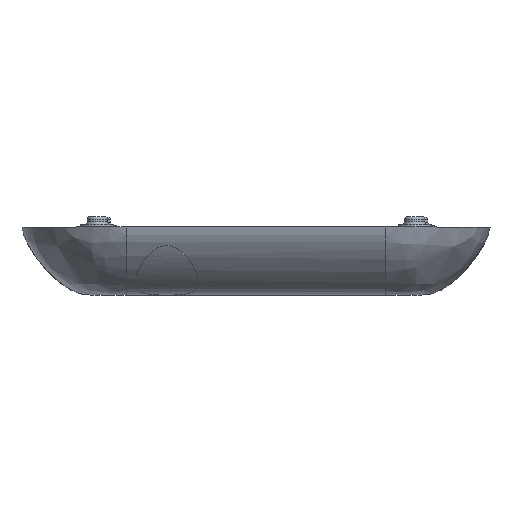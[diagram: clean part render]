
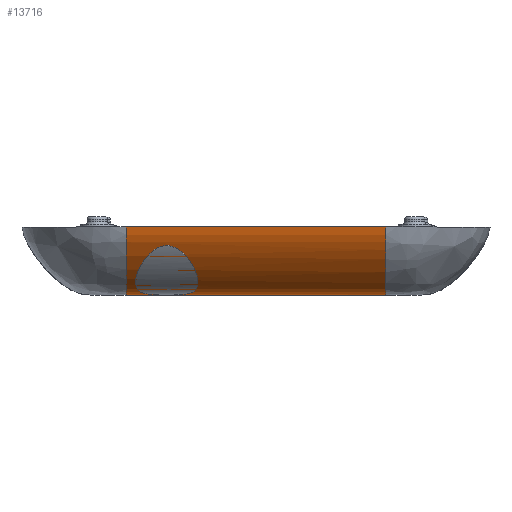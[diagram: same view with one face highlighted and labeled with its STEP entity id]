
A CAD part, top view. The second image highlights one B-rep face of the part: STEP entity #13716.
In plain terms, the highlighted free-form (B-spline) face has degree [4, 1] with [6, 2] control points.
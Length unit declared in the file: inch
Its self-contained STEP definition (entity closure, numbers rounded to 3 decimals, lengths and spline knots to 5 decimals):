
#1272=LINE('',#28641,#2237);
#2237=VECTOR('',#15993,0.998);
#2778=B_SPLINE_CURVE_WITH_KNOTS('',3,(#22247,#22248,#22249,#22250,#22251,
#22252),.UNSPECIFIED.,.F.,.F.,(4,2,4),(-2.53492,-1.26746,0.),
 .UNSPECIFIED.);
#3300=B_SPLINE_CURVE_WITH_KNOTS('',4,(#31320,#31321,#31322,#31323,#31324,
#31325),.UNSPECIFIED.,.F.,.F.,(5,1,5),(0.4342,0.53139,
1.),.UNSPECIFIED.);
#3302=B_SPLINE_CURVE_WITH_KNOTS('',4,(#31344,#31345,#31346,#31347,#31348,
#31349),.UNSPECIFIED.,.F.,.F.,(5,1,5),(-1.,-0.53139,-0.4342),
 .UNSPECIFIED.);
#3610=B_SPLINE_SURFACE_WITH_KNOTS('',4,1,((#31332,#31333),(#31334,#31335),
(#31336,#31337),(#31338,#31339),(#31340,#31341),(#31342,#31343)),
 .UNSPECIFIED.,.F.,.F.,.F.,(5,1,5),(2,2),(-1.,-0.53139,0.),(0.,
2.53492),.UNSPECIFIED.);
#4342=FACE_OUTER_BOUND('',#5199,.T.);
#5199=EDGE_LOOP('',(#12624,#12625,#12626,#12627));
#5753=VERTEX_POINT('',#22233);
#5754=VERTEX_POINT('',#22246);
#6535=VERTEX_POINT('',#28638);
#6536=VERTEX_POINT('',#28640);
#7122=EDGE_CURVE('',#5754,#5753,#2778,.T.);
#8306=EDGE_CURVE('',#6535,#6536,#1272,.T.);
#8731=EDGE_CURVE('',#5754,#6535,#3300,.T.);
#8733=EDGE_CURVE('',#6536,#5753,#3302,.T.);
#12624=ORIENTED_EDGE('',*,*,#7122,.T.);
#12625=ORIENTED_EDGE('',*,*,#8733,.F.);
#12626=ORIENTED_EDGE('',*,*,#8306,.F.);
#12627=ORIENTED_EDGE('',*,*,#8731,.F.);
#13716=ADVANCED_FACE('',(#4342),#3610,.T.);
#15993=DIRECTION('',(-1.,0.,0.));
#22233=CARTESIAN_POINT('',(-0.499,0.26,0.89937));
#22246=CARTESIAN_POINT('',(0.499,0.26,0.89937));
#22247=CARTESIAN_POINT('Ctrl Pts',(0.499,0.26,0.89937));
#22248=CARTESIAN_POINT('Ctrl Pts',(0.33267,0.26,0.89937));
#22249=CARTESIAN_POINT('Ctrl Pts',(0.16633,0.26,0.89937));
#22250=CARTESIAN_POINT('Ctrl Pts',(-0.16633,0.26,0.89937));
#22251=CARTESIAN_POINT('Ctrl Pts',(-0.33267,0.26,0.89937));
#22252=CARTESIAN_POINT('Ctrl Pts',(-0.499,0.26,0.89937));
#28638=CARTESIAN_POINT('',(0.499,0.,0.625));
#28640=CARTESIAN_POINT('',(-0.499,0.,0.625));
#28641=CARTESIAN_POINT('',(0.499,0.,0.625));
#31320=CARTESIAN_POINT('Ctrl Pts',(0.499,0.26,0.89937));
#31321=CARTESIAN_POINT('Ctrl Pts',(0.499,0.24149,0.89644));
#31322=CARTESIAN_POINT('Ctrl Pts',(0.499,0.13129,0.86161));
#31323=CARTESIAN_POINT('Ctrl Pts',(0.499,0.01951,0.73684));
#31324=CARTESIAN_POINT('Ctrl Pts',(0.499,0.,0.69176));
#31325=CARTESIAN_POINT('Ctrl Pts',(0.499,0.,0.625));
#31332=CARTESIAN_POINT('Ctrl Pts',(0.499,0.,0.625));
#31333=CARTESIAN_POINT('Ctrl Pts',(-0.499,0.,0.625));
#31334=CARTESIAN_POINT('Ctrl Pts',(0.499,0.,0.69176));
#31335=CARTESIAN_POINT('Ctrl Pts',(-0.499,0.,0.69176));
#31336=CARTESIAN_POINT('Ctrl Pts',(0.499,0.03448,0.77143));
#31337=CARTESIAN_POINT('Ctrl Pts',(-0.499,0.03448,0.77143));
#31338=CARTESIAN_POINT('Ctrl Pts',(0.499,0.35717,1.10003));
#31339=CARTESIAN_POINT('Ctrl Pts',(-0.499,0.35717,1.10003));
#31340=CARTESIAN_POINT('Ctrl Pts',(0.499,0.45,0.74109));
#31341=CARTESIAN_POINT('Ctrl Pts',(-0.499,0.45,0.74109));
#31342=CARTESIAN_POINT('Ctrl Pts',(0.499,0.45,0.625));
#31343=CARTESIAN_POINT('Ctrl Pts',(-0.499,0.45,0.625));
#31344=CARTESIAN_POINT('Ctrl Pts',(-0.499,0.,0.625));
#31345=CARTESIAN_POINT('Ctrl Pts',(-0.499,0.,0.69176));
#31346=CARTESIAN_POINT('Ctrl Pts',(-0.499,0.01951,0.73684));
#31347=CARTESIAN_POINT('Ctrl Pts',(-0.499,0.13129,0.86161));
#31348=CARTESIAN_POINT('Ctrl Pts',(-0.499,0.24149,0.89644));
#31349=CARTESIAN_POINT('Ctrl Pts',(-0.499,0.26,0.89937));
